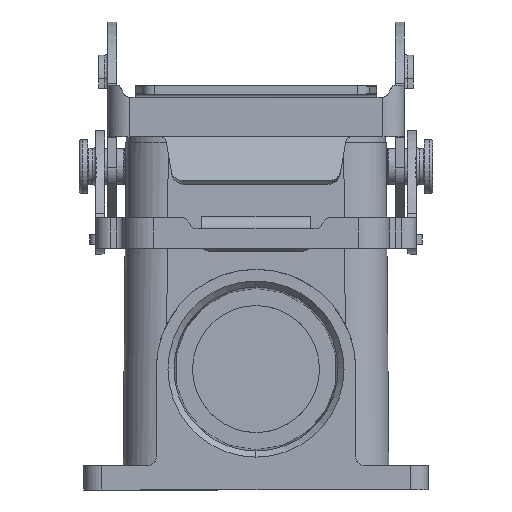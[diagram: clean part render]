
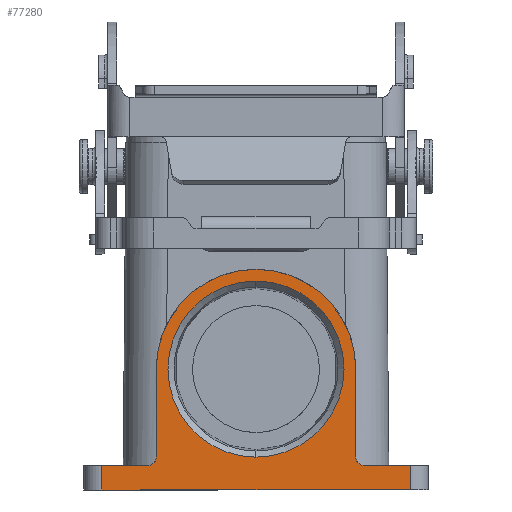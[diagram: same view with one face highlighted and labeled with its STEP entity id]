
A CAD part, left-side view. The second image highlights one B-rep face of the part: STEP entity #77280.
In plain terms, the highlighted face is planar.
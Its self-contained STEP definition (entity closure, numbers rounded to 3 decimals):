
#55290=CARTESIAN_POINT('',(16.756,-7.693,-53.5));
#55300=DIRECTION('',(1.,0.,0.));
#55310=VECTOR('',#55300,1.);
#55320=LINE('',#55290,#55310);
#55330=CARTESIAN_POINT('',(19.756,-7.693,-53.5));
#55340=VERTEX_POINT('',#55330);
#55350=CARTESIAN_POINT('',(27.256,-7.693,-53.5));
#55360=VERTEX_POINT('',#55350);
#55370=EDGE_CURVE('',#55340,#55360,#55320,.T.);
#67470=CARTESIAN_POINT('',(63.256,-7.693,-53.5));
#67480=VERTEX_POINT('',#67470);
#67600=CARTESIAN_POINT('',(70.756,-7.693,-53.5));
#67610=VERTEX_POINT('',#67600);
#67640=EDGE_CURVE('',#67480,#67610,#55320,.T.);
#69440=CARTESIAN_POINT('',(61.756,-7.693,-37.5));
#69450=VERTEX_POINT('',#69440);
#69480=CARTESIAN_POINT('',(45.256,-7.693,-37.5));
#69490=DIRECTION('',(0.,1.,0.));
#69500=DIRECTION('',(-1.,0.,0.));
#69510=AXIS2_PLACEMENT_3D('',#69480,#69490,#69500);
#69520=CIRCLE('',#69510,16.5);
#69530=CARTESIAN_POINT('',(28.756,-7.693,-37.5));
#69540=VERTEX_POINT('',#69530);
#69550=EDGE_CURVE('',#69540,#69450,#69520,.T.);
#70100=CARTESIAN_POINT('',(61.756,-7.693,-57.5));
#70110=DIRECTION('',(0.,0.,-1.));
#70120=VECTOR('',#70110,1.);
#70130=LINE('',#70100,#70120);
#70140=CARTESIAN_POINT('',(61.756,-7.693,-52.));
#70150=VERTEX_POINT('',#70140);
#70160=EDGE_CURVE('',#69450,#70150,#70130,.T.);
#71300=CARTESIAN_POINT('',(28.756,-7.693,-57.5));
#71310=DIRECTION('',(0.,0.,-1.));
#71320=VECTOR('',#71310,1.);
#71330=LINE('',#71300,#71320);
#71340=CARTESIAN_POINT('',(28.756,-7.693,-52.));
#71350=VERTEX_POINT('',#71340);
#71360=EDGE_CURVE('',#69540,#71350,#71330,.T.);
#75970=CARTESIAN_POINT('',(70.756,-7.693,-57.5));
#75980=VERTEX_POINT('',#75970);
#76440=CARTESIAN_POINT('',(19.756,-7.693,-57.5));
#76450=VERTEX_POINT('',#76440);
#76480=CARTESIAN_POINT('',(16.756,-7.693,-57.5));
#76490=DIRECTION('',(1.,0.,0.));
#76500=VECTOR('',#76490,1.);
#76510=LINE('',#76480,#76500);
#76520=EDGE_CURVE('',#76450,#75980,#76510,.T.);
#76740=CARTESIAN_POINT('',(51.834,-7.693,
-55.363));
#76750=DIRECTION('',(0.,1.,-0.));
#76760=DIRECTION('',(-1.,0.,0.));
#76770=AXIS2_PLACEMENT_3D('',#76740,#76750,#76760);
#76780=PLANE('',#76770);
#76790=ORIENTED_EDGE('',*,*,#76520,.T.);
#76800=CARTESIAN_POINT('',(19.756,-7.693,0.));
#76810=DIRECTION('',(0.,0.,1.));
#76820=VECTOR('',#76810,1.);
#76830=LINE('',#76800,#76820);
#76840=EDGE_CURVE('',#76450,#55340,#76830,.T.);
#76850=ORIENTED_EDGE('',*,*,#76840,.F.);
#76860=ORIENTED_EDGE('',*,*,#55370,.F.);
#76870=CARTESIAN_POINT('',(27.256,-7.693,-52.));
#76880=DIRECTION('',(0.,-1.,0.));
#76890=DIRECTION('',(-1.,0.,0.));
#76900=AXIS2_PLACEMENT_3D('',#76870,#76880,#76890);
#76910=CIRCLE('',#76900,1.5);
#76920=EDGE_CURVE('',#55360,#71350,#76910,.T.);
#76930=ORIENTED_EDGE('',*,*,#76920,.F.);
#76940=ORIENTED_EDGE('',*,*,#71360,.T.);
#76950=ORIENTED_EDGE('',*,*,#69550,.F.);
#76960=ORIENTED_EDGE('',*,*,#70160,.F.);
#76970=CARTESIAN_POINT('',(63.256,-7.693,-52.));
#76980=DIRECTION('',(0.,1.,0.));
#76990=DIRECTION('',(1.,0.,0.));
#77000=AXIS2_PLACEMENT_3D('',#76970,#76980,#76990);
#77010=CIRCLE('',#77000,1.5);
#77020=EDGE_CURVE('',#67480,#70150,#77010,.T.);
#77030=ORIENTED_EDGE('',*,*,#77020,.T.);
#77040=ORIENTED_EDGE('',*,*,#67640,.F.);
#77050=CARTESIAN_POINT('',(70.756,-7.693,0.));
#77060=DIRECTION('',(0.,0.,1.));
#77070=VECTOR('',#77060,1.);
#77080=LINE('',#77050,#77070);
#77090=EDGE_CURVE('',#75980,#67610,#77080,.T.);
#77100=ORIENTED_EDGE('',*,*,#77090,.T.);
#77110=EDGE_LOOP('',(#77100,#77040,#77030,#76960,#76950,#76940,#76930,
#76860,#76850,#76790));
#77120=FACE_OUTER_BOUND('',#77110,.T.);
#77130=CARTESIAN_POINT('',(45.256,-7.693,-37.5));
#77140=DIRECTION('',(0.,-1.,0.));
#77150=DIRECTION('',(0.,0.,-1.));
#77160=AXIS2_PLACEMENT_3D('',#77130,#77140,#77150);
#77170=CIRCLE('',#77160,14.559);
#77180=CARTESIAN_POINT('',(45.256,-7.693,-52.059
));
#77190=VERTEX_POINT('',#77180);
#77200=CARTESIAN_POINT('',(45.256,-7.693,-22.941));
#77210=VERTEX_POINT('',#77200);
#77220=EDGE_CURVE('',#77190,#77210,#77170,.T.);
#77230=ORIENTED_EDGE('',*,*,#77220,.F.);
#77240=EDGE_CURVE('',#77210,#77190,#77170,.T.);
#77250=ORIENTED_EDGE('',*,*,#77240,.F.);
#77260=EDGE_LOOP('',(#77250,#77230));
#77270=FACE_BOUND('',#77260,.T.);
#77280=ADVANCED_FACE('',(#77120,#77270),#76780,.F.);
